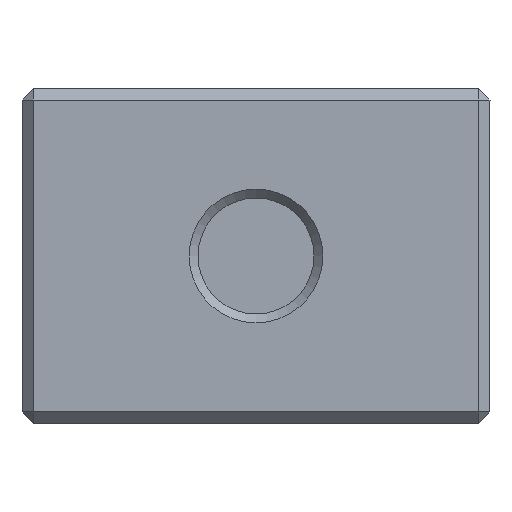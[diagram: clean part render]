
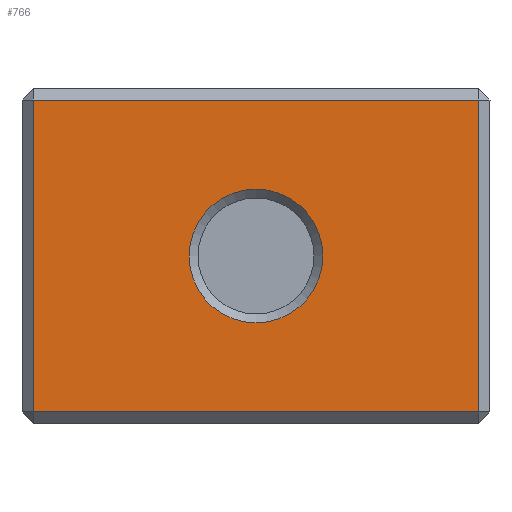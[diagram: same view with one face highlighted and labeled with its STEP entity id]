
A CAD part, front view. The second image highlights one B-rep face of the part: STEP entity #766.
In plain terms, the highlighted planar face has unit normal (0, -1, 0).
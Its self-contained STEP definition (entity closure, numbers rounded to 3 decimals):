
#20=FACE_BOUND('',#276,.T.);
#46=LINE('',#1218,#134);
#47=LINE('',#1220,#135);
#48=LINE('',#1222,#136);
#49=LINE('',#1223,#137);
#134=VECTOR('',#952,10.);
#135=VECTOR('',#953,10.);
#136=VECTOR('',#954,10.);
#137=VECTOR('',#955,10.);
#221=FACE_OUTER_BOUND('',#275,.T.);
#275=EDGE_LOOP('',(#551,#552,#553,#554));
#276=EDGE_LOOP('',(#555));
#321=CIRCLE('',#830,3.);
#345=VERTEX_POINT('',#1178);
#356=VERTEX_POINT('',#1216);
#357=VERTEX_POINT('',#1217);
#358=VERTEX_POINT('',#1219);
#359=VERTEX_POINT('',#1221);
#407=EDGE_CURVE('',#345,#345,#321,.T.);
#425=EDGE_CURVE('',#356,#357,#46,.T.);
#426=EDGE_CURVE('',#358,#356,#47,.T.);
#427=EDGE_CURVE('',#359,#358,#48,.T.);
#428=EDGE_CURVE('',#357,#359,#49,.T.);
#551=ORIENTED_EDGE('',*,*,#425,.F.);
#552=ORIENTED_EDGE('',*,*,#426,.F.);
#553=ORIENTED_EDGE('',*,*,#427,.F.);
#554=ORIENTED_EDGE('',*,*,#428,.F.);
#555=ORIENTED_EDGE('',*,*,#407,.T.);
#721=PLANE('',#840);
#766=ADVANCED_FACE('',(#221,#20),#721,.T.);
#830=AXIS2_PLACEMENT_3D('',#1180,#915,#916);
#840=AXIS2_PLACEMENT_3D('',#1215,#950,#951);
#915=DIRECTION('center_axis',(0.,1.,0.));
#916=DIRECTION('ref_axis',(1.,0.,0.));
#950=DIRECTION('center_axis',(0.,-1.,0.));
#951=DIRECTION('ref_axis',(-1.,0.,0.));
#952=DIRECTION('',(1.,0.,0.));
#953=DIRECTION('',(0.,0.,1.));
#954=DIRECTION('',(-1.,0.,0.));
#955=DIRECTION('',(0.,0.,-1.));
#1178=CARTESIAN_POINT('',(-215.7,-55.,7.62));
#1180=CARTESIAN_POINT('Origin',(-218.7,-55.,7.62));
#1215=CARTESIAN_POINT('Origin',(-381.45,-55.,15.12));
#1216=CARTESIAN_POINT('',(-228.7,-55.,14.62));
#1217=CARTESIAN_POINT('',(-208.7,-55.,14.62));
#1218=CARTESIAN_POINT('',(-381.45,-55.,14.62));
#1219=CARTESIAN_POINT('',(-228.7,-55.,0.62));
#1220=CARTESIAN_POINT('',(-228.7,-55.,11.37));
#1221=CARTESIAN_POINT('',(-208.7,-55.,0.62));
#1222=CARTESIAN_POINT('',(-381.45,-55.,0.62));
#1223=CARTESIAN_POINT('',(-208.7,-55.,11.37));
